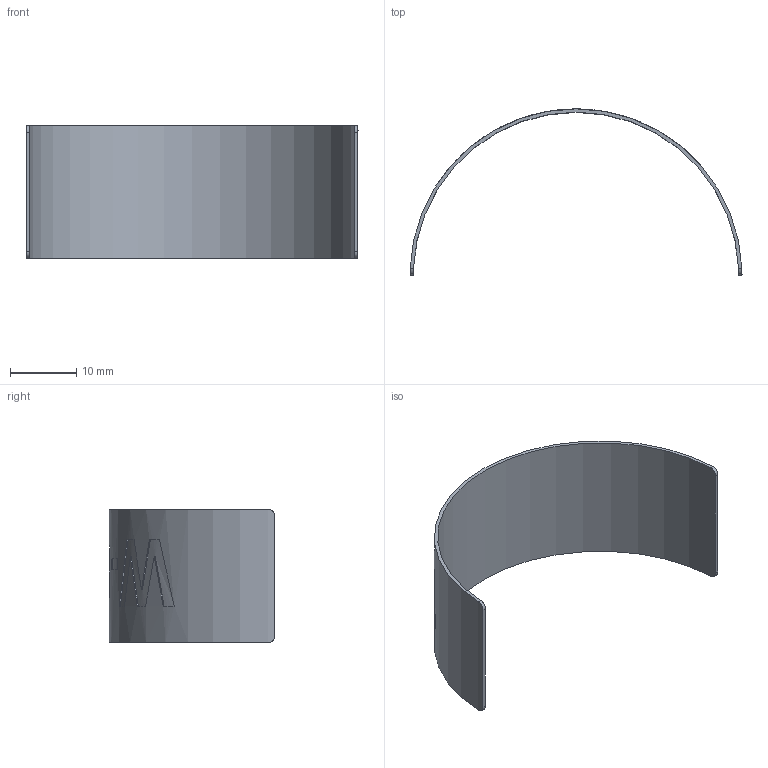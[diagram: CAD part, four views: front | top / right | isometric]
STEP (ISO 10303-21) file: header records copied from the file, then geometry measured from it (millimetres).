
FILE_DESCRIPTION (( 'STEP AP203' ), '1' );
FILE_NAME ('3435-50-014-03_REV_.step', '2025-11-20T01:05:12', ( '' ), ( '' ), 'SwSTEP 2.0', 'SolidWorks 2025', '' );
FILE_SCHEMA (( 'CONFIG_CONTROL_DESIGN' ));
Length unit declared in the file: millimetre
Products named in the file (1): 3435-50-014-03_REV_
Bounding box: 50 x 25 x 20 mm (x, y, z)
Volume: 740.8 mm3; surface area: 3244.8 mm2
Topology: 1 solids, 1 shells, 63 faces, 162 edges, 108 vertices
Faces by surface type: plane 30, bspline 20, cylinder 13
Entity records: 5546 total; most frequent: CARTESIAN_POINT 4107, ORIENTED_EDGE 324, DIRECTION 207, EDGE_CURVE 162, VERTEX_POINT 108, AXIS2_PLACEMENT_3D 78, B_SPLINE_CURVE_WITH_KNOTS 77, EDGE_LOOP 70
